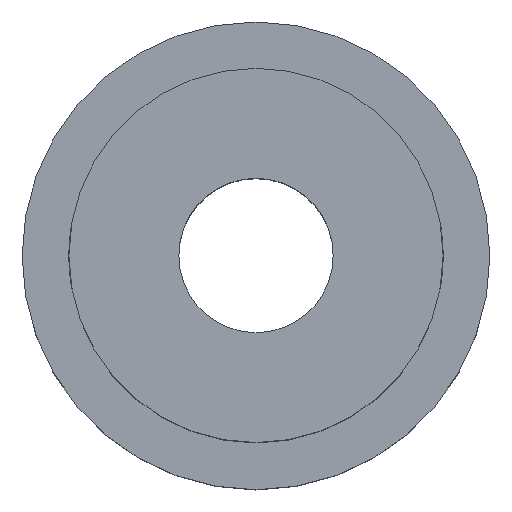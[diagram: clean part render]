
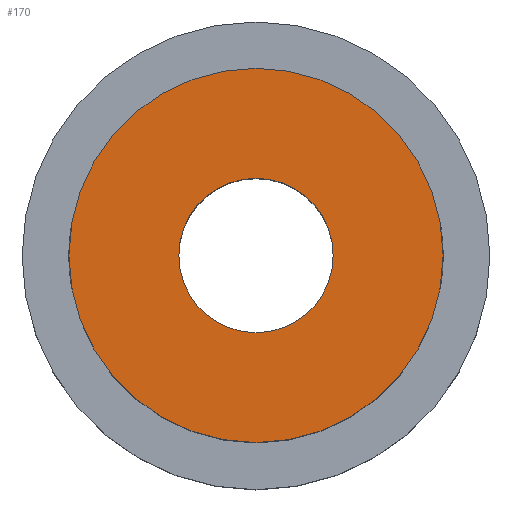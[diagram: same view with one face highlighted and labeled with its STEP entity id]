
A CAD part, top view. The second image highlights one B-rep face of the part: STEP entity #170.
In plain terms, the highlighted planar face has unit normal (0, 0, 1).
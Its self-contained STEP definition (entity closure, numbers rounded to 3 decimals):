
#16=PLANE('',#195);
#20=FACE_BOUND('',#45,.T.);
#24=CIRCLE('',#193,4.);
#26=CIRCLE('',#196,1.65);
#34=FACE_OUTER_BOUND('',#44,.T.);
#44=EDGE_LOOP('',(#138));
#45=EDGE_LOOP('',(#139));
#86=VERTEX_POINT('',#406);
#88=VERTEX_POINT('',#413);
#103=EDGE_CURVE('',#86,#86,#24,.T.);
#107=EDGE_CURVE('',#88,#88,#26,.T.);
#138=ORIENTED_EDGE('',*,*,#103,.T.);
#139=ORIENTED_EDGE('',*,*,#107,.T.);
#170=ADVANCED_FACE('',(#34,#20),#16,.T.);
#193=AXIS2_PLACEMENT_3D('',#407,#216,#217);
#195=AXIS2_PLACEMENT_3D('',#412,#222,#223);
#196=AXIS2_PLACEMENT_3D('',#414,#224,#225);
#216=DIRECTION('center_axis',(0.,0.,1.));
#217=DIRECTION('ref_axis',(-1.,0.,0.));
#222=DIRECTION('center_axis',(0.,0.,1.));
#223=DIRECTION('ref_axis',(-1.,0.,0.));
#224=DIRECTION('center_axis',(0.,0.,-1.));
#225=DIRECTION('ref_axis',(-1.,0.,0.));
#406=CARTESIAN_POINT('',(4.,0.,8.));
#407=CARTESIAN_POINT('Origin',(0.,0.,8.));
#412=CARTESIAN_POINT('Origin',(0.,0.,8.));
#413=CARTESIAN_POINT('',(-1.65,0.,8.));
#414=CARTESIAN_POINT('Origin',(0.,0.,8.));
